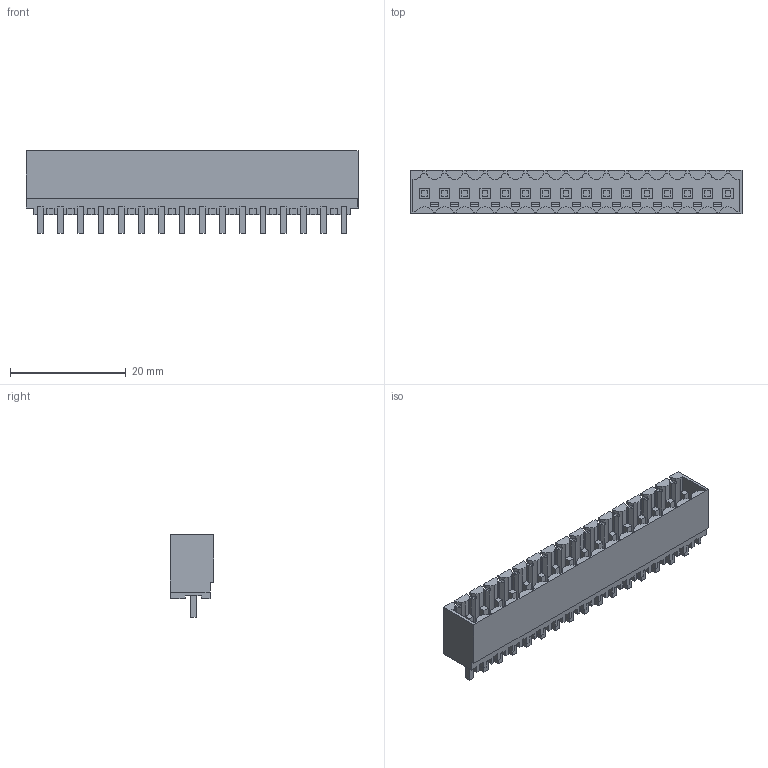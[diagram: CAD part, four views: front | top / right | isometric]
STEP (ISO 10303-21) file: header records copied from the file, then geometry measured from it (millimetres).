
FILE_DESCRIPTION(('CATIA V5 STEP Exchange','CAx-IF Rec.Pracs.--- Model Styling and Organization---1.2---2011-12-15'),'2;1');
FILE_NAME ('D1457260_0_1842450000_1842450000.stp','2018-03-14T17:33:56+00:00',('none'),('Weidmueller'),'CATIA Version 5-6 Release 2014','CATIA V5 STEP AP214','none');
FILE_SCHEMA(('AUTOMOTIVE_DESIGN { 1 0 10303 214 1 1 1 1 }'));
Length unit declared in the file: millimetre
Products named in the file (1): 1842450000
Bounding box: 57.4 x 7.45 x 14.25 mm (x, y, z)
Volume: 1846.6 mm3; surface area: 5298.8 mm2
Topology: 17 solids, 17 shells, 1174 faces, 3473 edges, 2364 vertices
Faces by surface type: plane 1062, cylinder 112
Entity records: 40356 total; most frequent: CARTESIAN_POINT 8127, ORIENTED_EDGE 6946, DIRECTION 5581, EDGE_CURVE 3473, VECTOR 3185, LINE 3185, VERTEX_POINT 2364, EDGE_LOOP 1237
